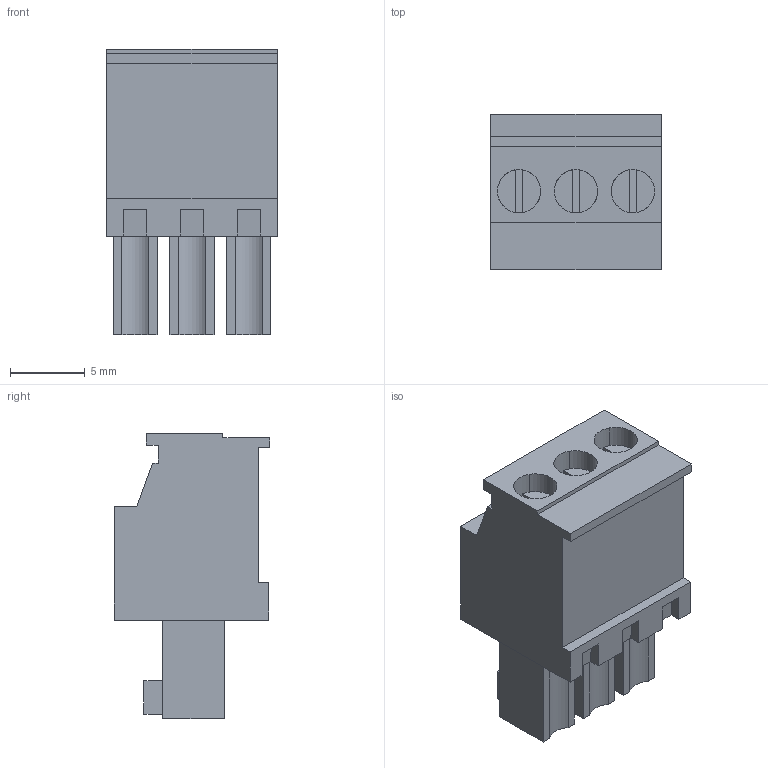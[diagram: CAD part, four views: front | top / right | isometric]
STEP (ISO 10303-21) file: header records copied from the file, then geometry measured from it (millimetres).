
FILE_DESCRIPTION(('CATIA V5 STEP Exchange','CAx-IF Rec.Pracs.--- Model Styling and Organization---1.4--- 2014-01-23'),'2;1');
FILE_NAME ('D1486541_0_1798120000_1798120000.stp','2021-05-20T06:19:31+00:00',('none'),('Weidmueller'),'CATIA Version 5-6 Release 2016 SP3 HF44','CATIA V5 STEP AP214','none');
FILE_SCHEMA(('AUTOMOTIVE_DESIGN { 1 0 10303 214 1 1 1 1 }'));
Length unit declared in the file: millimetre
Products named in the file (1): 1798120000
Bounding box: 11.43 x 10.4 x 19.1 mm (x, y, z)
Volume: 1404.1 mm3; surface area: 1311.5 mm2
Topology: 4 solids, 4 shells, 143 faces, 368 edges, 248 vertices
Faces by surface type: plane 122, cylinder 21
Entity records: 4339 total; most frequent: CARTESIAN_POINT 759, ORIENTED_EDGE 736, DIRECTION 619, EDGE_CURVE 368, VECTOR 314, LINE 314, VERTEX_POINT 248, AXIS2_PLACEMENT_3D 179
